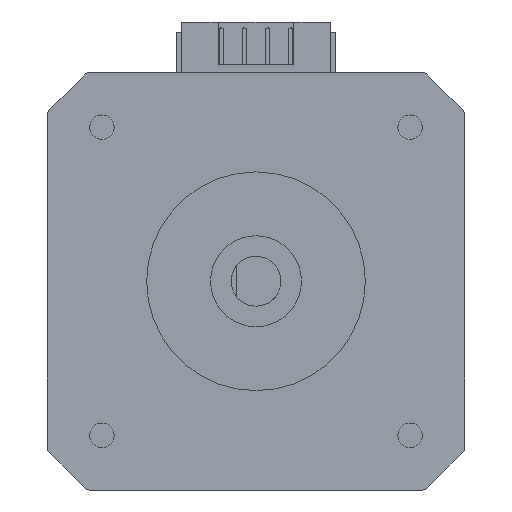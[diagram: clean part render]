
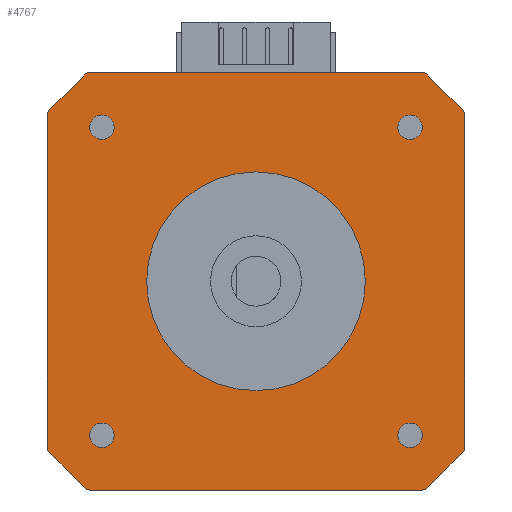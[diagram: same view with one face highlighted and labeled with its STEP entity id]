
A CAD part, front view. The second image highlights one B-rep face of the part: STEP entity #4767.
In plain terms, the highlighted planar face has unit normal (0, -1, 0).
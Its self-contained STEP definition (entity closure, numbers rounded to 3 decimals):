
#84=FACE_BOUND('',#595,.T.);
#85=FACE_BOUND('',#596,.T.);
#86=FACE_BOUND('',#597,.T.);
#87=FACE_BOUND('',#598,.T.);
#88=FACE_BOUND('',#599,.T.);
#111=PLANE('',#5051);
#328=FACE_OUTER_BOUND('',#594,.T.);
#594=EDGE_LOOP('',(#3123,#3124,#3125,#3126,#3127,#3128,#3129,#3130,#3131,
#3132,#3133,#3134,#3135,#3136,#3137,#3138));
#595=EDGE_LOOP('',(#3139));
#596=EDGE_LOOP('',(#3140));
#597=EDGE_LOOP('',(#3141));
#598=EDGE_LOOP('',(#3142));
#599=EDGE_LOOP('',(#3143));
#883=LINE('',#6756,#1361);
#889=LINE('',#6769,#1367);
#893=LINE('',#6778,#1371);
#899=LINE('',#6791,#1377);
#905=LINE('',#6805,#1383);
#906=LINE('',#6810,#1384);
#907=LINE('',#6815,#1385);
#908=LINE('',#6820,#1386);
#1361=VECTOR('',#5465,1000.);
#1367=VECTOR('',#5473,1000.);
#1371=VECTOR('',#5479,1000.);
#1377=VECTOR('',#5487,1000.);
#1383=VECTOR('',#5497,1000.);
#1384=VECTOR('',#5502,1000.);
#1385=VECTOR('',#5507,1000.);
#1386=VECTOR('',#5512,1000.);
#1838=CIRCLE('',#5052,0.5);
#1839=CIRCLE('',#5053,0.5);
#1840=CIRCLE('',#5054,0.5);
#1841=CIRCLE('',#5055,0.5);
#1842=CIRCLE('',#5056,0.5);
#1843=CIRCLE('',#5057,0.5);
#1844=CIRCLE('',#5058,0.5);
#1845=CIRCLE('',#5059,0.5);
#1846=CIRCLE('',#5060,11.);
#1847=CIRCLE('',#5061,1.23);
#1848=CIRCLE('',#5062,1.23);
#1849=CIRCLE('',#5063,1.23);
#1850=CIRCLE('',#5064,1.23);
#1980=VERTEX_POINT('',#6753);
#1981=VERTEX_POINT('',#6755);
#1986=VERTEX_POINT('',#6766);
#1987=VERTEX_POINT('',#6768);
#1990=VERTEX_POINT('',#6776);
#1991=VERTEX_POINT('',#6777);
#1996=VERTEX_POINT('',#6789);
#1997=VERTEX_POINT('',#6790);
#2002=VERTEX_POINT('',#6802);
#2003=VERTEX_POINT('',#6804);
#2004=VERTEX_POINT('',#6807);
#2005=VERTEX_POINT('',#6809);
#2006=VERTEX_POINT('',#6812);
#2007=VERTEX_POINT('',#6814);
#2008=VERTEX_POINT('',#6817);
#2009=VERTEX_POINT('',#6819);
#2010=VERTEX_POINT('',#6822);
#2011=VERTEX_POINT('',#6824);
#2012=VERTEX_POINT('',#6826);
#2013=VERTEX_POINT('',#6828);
#2014=VERTEX_POINT('',#6830);
#2420=EDGE_CURVE('',#1981,#1980,#883,.T.);
#2426=EDGE_CURVE('',#1987,#1986,#889,.T.);
#2430=EDGE_CURVE('',#1990,#1991,#893,.T.);
#2436=EDGE_CURVE('',#1996,#1997,#899,.T.);
#2442=EDGE_CURVE('',#1980,#2002,#1838,.T.);
#2443=EDGE_CURVE('',#2002,#2003,#905,.F.);
#2444=EDGE_CURVE('',#2003,#1987,#1839,.T.);
#2445=EDGE_CURVE('',#1986,#2004,#1840,.T.);
#2446=EDGE_CURVE('',#2004,#2005,#906,.F.);
#2447=EDGE_CURVE('',#2005,#1990,#1841,.T.);
#2448=EDGE_CURVE('',#1991,#2006,#1842,.T.);
#2449=EDGE_CURVE('',#2006,#2007,#907,.F.);
#2450=EDGE_CURVE('',#2007,#1996,#1843,.T.);
#2451=EDGE_CURVE('',#1997,#2008,#1844,.T.);
#2452=EDGE_CURVE('',#2008,#2009,#908,.F.);
#2453=EDGE_CURVE('',#2009,#1981,#1845,.T.);
#2454=EDGE_CURVE('',#2010,#2010,#1846,.T.);
#2455=EDGE_CURVE('',#2011,#2011,#1847,.T.);
#2456=EDGE_CURVE('',#2012,#2012,#1848,.T.);
#2457=EDGE_CURVE('',#2013,#2013,#1849,.T.);
#2458=EDGE_CURVE('',#2014,#2014,#1850,.T.);
#3123=ORIENTED_EDGE('',*,*,#2420,.T.);
#3124=ORIENTED_EDGE('',*,*,#2442,.T.);
#3125=ORIENTED_EDGE('',*,*,#2443,.T.);
#3126=ORIENTED_EDGE('',*,*,#2444,.T.);
#3127=ORIENTED_EDGE('',*,*,#2426,.T.);
#3128=ORIENTED_EDGE('',*,*,#2445,.T.);
#3129=ORIENTED_EDGE('',*,*,#2446,.T.);
#3130=ORIENTED_EDGE('',*,*,#2447,.T.);
#3131=ORIENTED_EDGE('',*,*,#2430,.T.);
#3132=ORIENTED_EDGE('',*,*,#2448,.T.);
#3133=ORIENTED_EDGE('',*,*,#2449,.T.);
#3134=ORIENTED_EDGE('',*,*,#2450,.T.);
#3135=ORIENTED_EDGE('',*,*,#2436,.T.);
#3136=ORIENTED_EDGE('',*,*,#2451,.T.);
#3137=ORIENTED_EDGE('',*,*,#2452,.T.);
#3138=ORIENTED_EDGE('',*,*,#2453,.T.);
#3139=ORIENTED_EDGE('',*,*,#2454,.T.);
#3140=ORIENTED_EDGE('',*,*,#2455,.T.);
#3141=ORIENTED_EDGE('',*,*,#2456,.T.);
#3142=ORIENTED_EDGE('',*,*,#2457,.T.);
#3143=ORIENTED_EDGE('',*,*,#2458,.T.);
#4767=ADVANCED_FACE('',(#328,#84,#85,#86,#87,#88),#111,.T.);
#5051=AXIS2_PLACEMENT_3D('',#6801,#5493,#5494);
#5052=AXIS2_PLACEMENT_3D('',#6803,#5495,#5496);
#5053=AXIS2_PLACEMENT_3D('',#6806,#5498,#5499);
#5054=AXIS2_PLACEMENT_3D('',#6808,#5500,#5501);
#5055=AXIS2_PLACEMENT_3D('',#6811,#5503,#5504);
#5056=AXIS2_PLACEMENT_3D('',#6813,#5505,#5506);
#5057=AXIS2_PLACEMENT_3D('',#6816,#5508,#5509);
#5058=AXIS2_PLACEMENT_3D('',#6818,#5510,#5511);
#5059=AXIS2_PLACEMENT_3D('',#6821,#5513,#5514);
#5060=AXIS2_PLACEMENT_3D('',#6823,#5515,#5516);
#5061=AXIS2_PLACEMENT_3D('',#6825,#5517,#5518);
#5062=AXIS2_PLACEMENT_3D('',#6827,#5519,#5520);
#5063=AXIS2_PLACEMENT_3D('',#6829,#5521,#5522);
#5064=AXIS2_PLACEMENT_3D('',#6831,#5523,#5524);
#5465=DIRECTION('',(0.,0.,-1.));
#5473=DIRECTION('',(1.,0.,0.));
#5479=DIRECTION('',(0.,0.,1.));
#5487=DIRECTION('',(-1.,0.,0.));
#5493=DIRECTION('center_axis',(0.,-1.,0.));
#5494=DIRECTION('ref_axis',(0.,0.,-1.));
#5495=DIRECTION('center_axis',(0.,-1.,0.));
#5496=DIRECTION('ref_axis',(0.,0.,-1.));
#5497=DIRECTION('',(-0.707,0.,0.707));
#5498=DIRECTION('center_axis',(0.,-1.,0.));
#5499=DIRECTION('ref_axis',(0.,0.,-1.));
#5500=DIRECTION('center_axis',(0.,-1.,0.));
#5501=DIRECTION('ref_axis',(0.,0.,-1.));
#5502=DIRECTION('',(-0.707,0.,-0.707));
#5503=DIRECTION('center_axis',(0.,-1.,0.));
#5504=DIRECTION('ref_axis',(0.,0.,-1.));
#5505=DIRECTION('center_axis',(0.,-1.,0.));
#5506=DIRECTION('ref_axis',(0.,0.,-1.));
#5507=DIRECTION('',(0.707,0.,-0.707));
#5508=DIRECTION('center_axis',(0.,-1.,0.));
#5509=DIRECTION('ref_axis',(0.,0.,-1.));
#5510=DIRECTION('center_axis',(0.,-1.,0.));
#5511=DIRECTION('ref_axis',(0.,0.,-1.));
#5512=DIRECTION('',(0.707,0.,0.707));
#5513=DIRECTION('center_axis',(0.,-1.,0.));
#5514=DIRECTION('ref_axis',(0.,0.,-1.));
#5515=DIRECTION('center_axis',(0.,1.,0.));
#5516=DIRECTION('ref_axis',(1.,0.,0.));
#5517=DIRECTION('center_axis',(0.,1.,0.));
#5518=DIRECTION('ref_axis',(0.,0.,-1.));
#5519=DIRECTION('center_axis',(0.,1.,0.));
#5520=DIRECTION('ref_axis',(0.,0.,-1.));
#5521=DIRECTION('center_axis',(0.,1.,0.));
#5522=DIRECTION('ref_axis',(0.,0.,-1.));
#5523=DIRECTION('center_axis',(0.,1.,0.));
#5524=DIRECTION('ref_axis',(0.,0.,-1.));
#6753=CARTESIAN_POINT('',(-21.,0.,-16.793));
#6755=CARTESIAN_POINT('',(-21.,0.,16.793));
#6756=CARTESIAN_POINT('',(-21.,0.,21.));
#6766=CARTESIAN_POINT('',(16.793,0.,-21.));
#6768=CARTESIAN_POINT('',(-16.793,0.,-21.));
#6769=CARTESIAN_POINT('',(-21.,0.,-21.));
#6776=CARTESIAN_POINT('',(21.,0.,-16.793));
#6777=CARTESIAN_POINT('',(21.,0.,16.793));
#6778=CARTESIAN_POINT('',(21.,0.,-21.));
#6789=CARTESIAN_POINT('',(16.793,0.,21.));
#6790=CARTESIAN_POINT('',(-16.793,0.,21.));
#6791=CARTESIAN_POINT('',(21.,0.,21.));
#6801=CARTESIAN_POINT('Origin',(0.,0.,0.));
#6802=CARTESIAN_POINT('',(-20.854,0.,-17.146));
#6803=CARTESIAN_POINT('Origin',(-20.5,0.,-16.793));
#6804=CARTESIAN_POINT('',(-17.146,0.,-20.854));
#6805=CARTESIAN_POINT('',(-19.,0.,-19.));
#6806=CARTESIAN_POINT('Origin',(-16.793,0.,-20.5));
#6807=CARTESIAN_POINT('',(17.146,0.,-20.854));
#6808=CARTESIAN_POINT('Origin',(16.793,0.,-20.5));
#6809=CARTESIAN_POINT('',(20.854,0.,-17.146));
#6810=CARTESIAN_POINT('',(19.,0.,-19.));
#6811=CARTESIAN_POINT('Origin',(20.5,0.,-16.793));
#6812=CARTESIAN_POINT('',(20.854,0.,17.146));
#6813=CARTESIAN_POINT('Origin',(20.5,0.,16.793));
#6814=CARTESIAN_POINT('',(17.146,0.,20.854));
#6815=CARTESIAN_POINT('',(19.,0.,19.));
#6816=CARTESIAN_POINT('Origin',(16.793,0.,20.5));
#6817=CARTESIAN_POINT('',(-17.146,0.,20.854));
#6818=CARTESIAN_POINT('Origin',(-16.793,0.,20.5));
#6819=CARTESIAN_POINT('',(-20.854,0.,17.146));
#6820=CARTESIAN_POINT('',(-19.,0.,19.));
#6821=CARTESIAN_POINT('Origin',(-20.5,0.,16.793));
#6822=CARTESIAN_POINT('',(0.,0.,-11.));
#6823=CARTESIAN_POINT('Origin',(0.,0.,0.));
#6824=CARTESIAN_POINT('',(15.5,0.,16.73));
#6825=CARTESIAN_POINT('Origin',(15.5,0.,15.5));
#6826=CARTESIAN_POINT('',(-15.5,0.,16.73));
#6827=CARTESIAN_POINT('Origin',(-15.5,0.,15.5));
#6828=CARTESIAN_POINT('',(-15.5,0.,-14.271));
#6829=CARTESIAN_POINT('Origin',(-15.5,0.,-15.5));
#6830=CARTESIAN_POINT('',(15.5,0.,-14.271));
#6831=CARTESIAN_POINT('Origin',(15.5,0.,-15.5));
